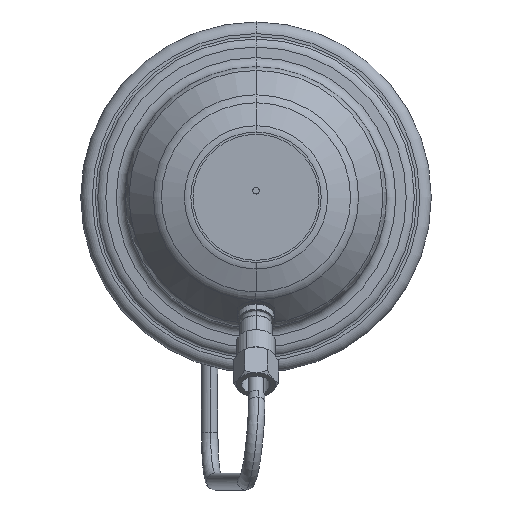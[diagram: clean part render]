
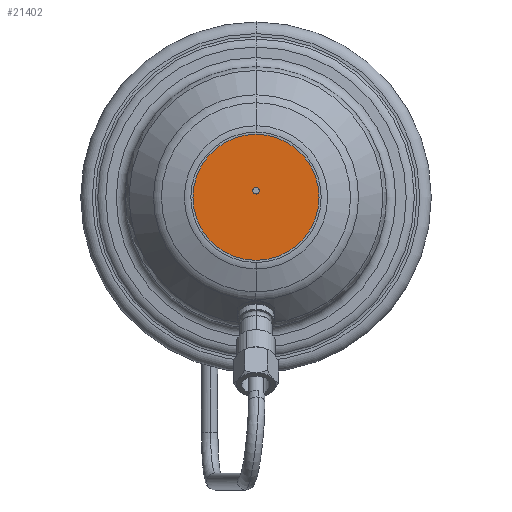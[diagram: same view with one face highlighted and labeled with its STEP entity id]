
A CAD part, front view. The second image highlights one B-rep face of the part: STEP entity #21402.
In plain terms, the highlighted planar face has unit normal (0, -1, 0).
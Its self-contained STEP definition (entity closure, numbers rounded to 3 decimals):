
#4114=CARTESIAN_POINT('',(0.,-96.982,0.));
#4115=DIRECTION('',(0.,1.,0.));
#4116=DIRECTION('',(1.,0.,0.));
#4117=AXIS2_PLACEMENT_3D('',#4114,#4115,#4116);
#4119=CARTESIAN_POINT('',(0.,-96.982,0.));
#4120=DIRECTION('',(0.,1.,0.));
#4121=DIRECTION('',(-1.,0.,0.));
#4122=AXIS2_PLACEMENT_3D('',#4119,#4120,#4121);
#4124=CARTESIAN_POINT('',(0.,-96.982,2.));
#4125=DIRECTION('',(0.,-1.,0.));
#4126=DIRECTION('',(1.,0.,0.));
#4127=AXIS2_PLACEMENT_3D('',#4124,#4125,#4126);
#4129=CARTESIAN_POINT('',(0.,-96.982,2.));
#4130=DIRECTION('',(0.,-1.,0.));
#4131=DIRECTION('',(-1.,0.,0.));
#4132=AXIS2_PLACEMENT_3D('',#4129,#4130,#4131);
#13943=CARTESIAN_POINT('',(-19.05,-96.982,0.));
#13944=VERTEX_POINT('',#13943);
#13945=CARTESIAN_POINT('',(19.05,-96.982,0.));
#13946=VERTEX_POINT('',#13945);
#13947=CARTESIAN_POINT('',(1.,-96.982,2.));
#13948=CARTESIAN_POINT('',(-1.,-96.982,2.));
#13949=VERTEX_POINT('',#13947);
#13950=VERTEX_POINT('',#13948);
#21387=CARTESIAN_POINT('',(0.,-96.982,0.));
#21388=DIRECTION('',(0.,-1.,0.));
#21389=DIRECTION('',(-1.,0.,0.));
#21390=AXIS2_PLACEMENT_3D('',#21387,#21388,#21389);
#21391=PLANE('',#21390);
#21392=ORIENTED_EDGE('',*,*,#21367,.T.);
#21393=ORIENTED_EDGE('',*,*,#21381,.T.);
#21394=EDGE_LOOP('',(#21392,#21393));
#21395=FACE_OUTER_BOUND('',#21394,.F.);
#21397=ORIENTED_EDGE('',*,*,#21396,.T.);
#21399=ORIENTED_EDGE('',*,*,#21398,.T.);
#21400=EDGE_LOOP('',(#21397,#21399));
#21401=FACE_BOUND('',#21400,.F.);
#21402=ADVANCED_FACE('',(#21395,#21401),#21391,.T.);
#4118=CIRCLE('',#4117,19.05);
#4123=CIRCLE('',#4122,19.05);
#4128=CIRCLE('',#4127,1.);
#4133=CIRCLE('',#4132,1.);
#21367=EDGE_CURVE('',#13946,#13944,#4118,.T.);
#21381=EDGE_CURVE('',#13944,#13946,#4123,.T.);
#21396=EDGE_CURVE('',#13949,#13950,#4128,.T.);
#21398=EDGE_CURVE('',#13950,#13949,#4133,.T.);
